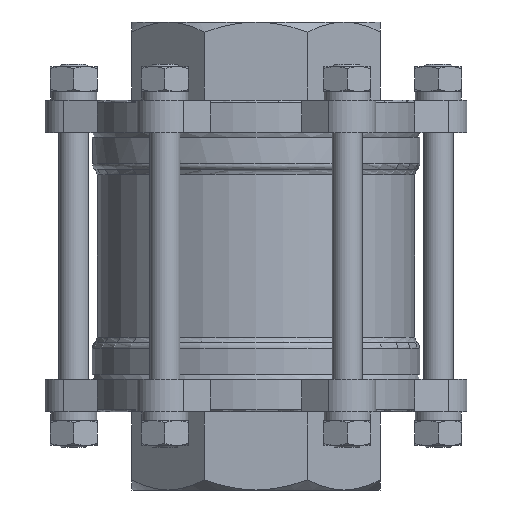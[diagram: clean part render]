
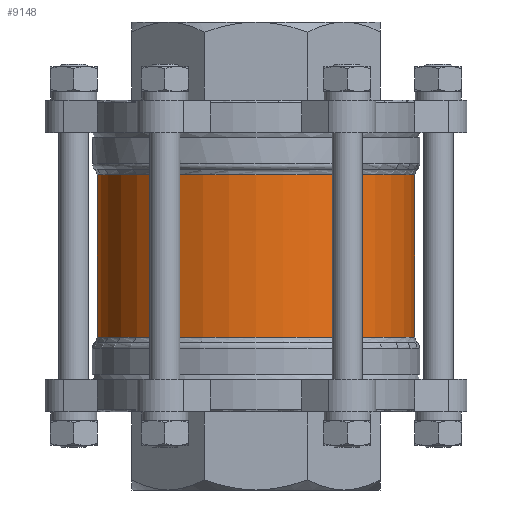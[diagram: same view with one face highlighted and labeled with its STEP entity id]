
A CAD part, front view. The second image highlights one B-rep face of the part: STEP entity #9148.
In plain terms, the highlighted cylindrical face has radius 63.75 mm (diameter 127.5 mm), a partial arc.
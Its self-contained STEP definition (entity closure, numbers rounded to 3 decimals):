
#130=LINE('',#14609,#566);
#131=LINE('',#14613,#567);
#566=VECTOR('',#11333,1000.);
#567=VECTOR('',#11336,1000.);
#946=CYLINDRICAL_SURFACE('',#9914,63.75);
#1462=CIRCLE('',#9915,63.75);
#1463=CIRCLE('',#9916,63.75);
#2241=ORIENTED_EDGE('',*,*,#4985,.T.);
#2242=ORIENTED_EDGE('',*,*,#4986,.T.);
#2243=ORIENTED_EDGE('',*,*,#4987,.F.);
#2244=ORIENTED_EDGE('',*,*,#4988,.F.);
#4985=EDGE_CURVE('',#6322,#6323,#1462,.T.);
#4986=EDGE_CURVE('',#6323,#6324,#130,.T.);
#4987=EDGE_CURVE('',#6325,#6324,#1463,.T.);
#4988=EDGE_CURVE('',#6322,#6325,#131,.T.);
#6322=VERTEX_POINT('',#14607);
#6323=VERTEX_POINT('',#14608);
#6324=VERTEX_POINT('',#14610);
#6325=VERTEX_POINT('',#14612);
#7532=EDGE_LOOP('',(#2241,#2242,#2243,#2244));
#8262=FACE_BOUND('',#7532,.T.);
#9148=ADVANCED_FACE('',(#8262),#946,.T.);
#9914=AXIS2_PLACEMENT_3D('',#14605,#11329,#11330);
#9915=AXIS2_PLACEMENT_3D('',#14606,#11331,#11332);
#9916=AXIS2_PLACEMENT_3D('',#14611,#11334,#11335);
#11329=DIRECTION('',(0.,0.,-1.));
#11330=DIRECTION('',(-1.,0.,0.));
#11331=DIRECTION('',(0.,0.,-1.));
#11332=DIRECTION('',(-1.,0.,0.));
#11333=DIRECTION('',(0.,0.,-1.));
#11334=DIRECTION('',(0.,0.,-1.));
#11335=DIRECTION('',(-1.,0.,0.));
#11336=DIRECTION('',(0.,0.,-1.));
#14605=CARTESIAN_POINT('',(0.,0.,-62.6));
#14606=CARTESIAN_POINT('',(0.,0.,32.557));
#14607=CARTESIAN_POINT('',(60.814,19.125,32.557));
#14608=CARTESIAN_POINT('',(-60.814,19.125,32.557));
#14609=CARTESIAN_POINT('',(-60.814,19.125,47.8));
#14610=CARTESIAN_POINT('',(-60.814,19.125,-32.557));
#14611=CARTESIAN_POINT('',(0.,0.,-32.557));
#14612=CARTESIAN_POINT('',(60.814,19.125,-32.557));
#14613=CARTESIAN_POINT('',(60.814,19.125,47.8));
